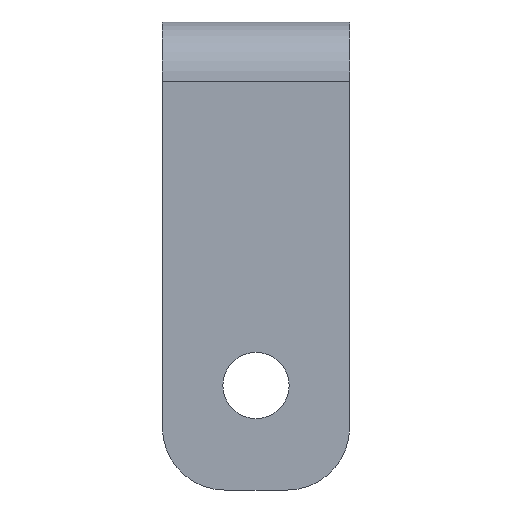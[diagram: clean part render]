
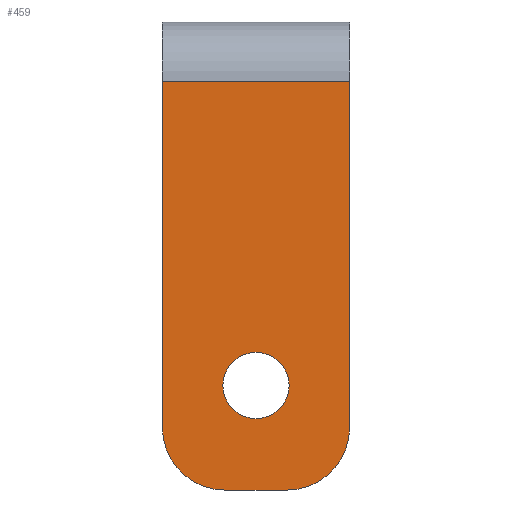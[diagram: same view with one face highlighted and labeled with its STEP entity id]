
A CAD part, front view. The second image highlights one B-rep face of the part: STEP entity #459.
In plain terms, the highlighted planar face has unit normal (0, -1, 0).
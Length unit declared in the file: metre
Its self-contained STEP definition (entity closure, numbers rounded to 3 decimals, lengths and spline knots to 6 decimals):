
#31=CIRCLE('',#510,0.006746);
#32=CIRCLE('',#511,0.0127);
#33=CIRCLE('',#512,0.0127);
#113=ORIENTED_EDGE('',*,*,#215,.T.);
#114=ORIENTED_EDGE('',*,*,#205,.T.);
#115=ORIENTED_EDGE('',*,*,#216,.T.);
#116=ORIENTED_EDGE('',*,*,#207,.T.);
#117=ORIENTED_EDGE('',*,*,#217,.T.);
#118=ORIENTED_EDGE('',*,*,#211,.F.);
#119=ORIENTED_EDGE('',*,*,#218,.F.);
#205=EDGE_CURVE('',#258,#257,#297,.T.);
#207=EDGE_CURVE('',#259,#260,#299,.T.);
#211=EDGE_CURVE('',#263,#264,#303,.T.);
#215=EDGE_CURVE('',#267,#267,#31,.T.);
#216=EDGE_CURVE('',#257,#259,#32,.T.);
#217=EDGE_CURVE('',#260,#264,#33,.T.);
#218=EDGE_CURVE('',#258,#263,#307,.F.);
#257=VERTEX_POINT('',#757);
#258=VERTEX_POINT('',#759);
#259=VERTEX_POINT('',#763);
#260=VERTEX_POINT('',#764);
#263=VERTEX_POINT('',#772);
#264=VERTEX_POINT('',#773);
#267=VERTEX_POINT('',#781);
#297=LINE('',#758,#337);
#299=LINE('',#762,#339);
#303=LINE('',#771,#343);
#307=LINE('',#784,#347);
#337=VECTOR('',#610,1.);
#339=VECTOR('',#614,1.);
#343=VECTOR('',#620,1.);
#347=VECTOR('',#632,1.);
#371=EDGE_LOOP('',(#113));
#372=EDGE_LOOP('',(#114,#115,#116,#117,#118,#119));
#409=FACE_BOUND('',#371,.T.);
#410=FACE_BOUND('',#372,.T.);
#437=PLANE('',#509);
#459=ADVANCED_FACE('',(#409,#410),#437,.T.);
#509=AXIS2_PLACEMENT_3D('',#779,#624,#625);
#510=AXIS2_PLACEMENT_3D('',#780,#626,#627);
#511=AXIS2_PLACEMENT_3D('',#782,#628,#629);
#512=AXIS2_PLACEMENT_3D('',#783,#630,#631);
#610=DIRECTION('',(0.,0.,-1.));
#614=DIRECTION('',(1.,0.,0.));
#620=DIRECTION('',(0.,0.,-1.));
#624=DIRECTION('',(0.,-1.,0.));
#625=DIRECTION('',(0.,0.,-1.));
#626=DIRECTION('',(0.,1.,0.));
#627=DIRECTION('',(0.,0.,1.));
#628=DIRECTION('',(0.,-1.,0.));
#629=DIRECTION('',(0.,0.,-1.));
#630=DIRECTION('',(0.,-1.,0.));
#631=DIRECTION('',(0.,0.,-1.));
#632=DIRECTION('',(-1.,0.,0.));
#757=CARTESIAN_POINT('',(0.,-0.046704,0.0127));
#758=CARTESIAN_POINT('',(0.,-0.046704,0.0381));
#759=CARTESIAN_POINT('',(0.,-0.046704,0.083185));
#762=CARTESIAN_POINT('',(0.,-0.046704,0.));
#763=CARTESIAN_POINT('',(0.0127,-0.046704,0.));
#764=CARTESIAN_POINT('',(0.0254,-0.046704,0.));
#771=CARTESIAN_POINT('',(0.0381,-0.046704,0.0381));
#772=CARTESIAN_POINT('',(0.0381,-0.046704,0.083185));
#773=CARTESIAN_POINT('',(0.0381,-0.046704,0.0127));
#779=CARTESIAN_POINT('',(0.,-0.046704,0.0381));
#780=CARTESIAN_POINT('',(0.01905,-0.046704,0.021273));
#781=CARTESIAN_POINT('',(0.01905,-0.046704,0.028019));
#782=CARTESIAN_POINT('',(0.0127,-0.046704,0.0127));
#783=CARTESIAN_POINT('',(0.0254,-0.046704,0.0127));
#784=CARTESIAN_POINT('',(0.,-0.046704,0.083185));
